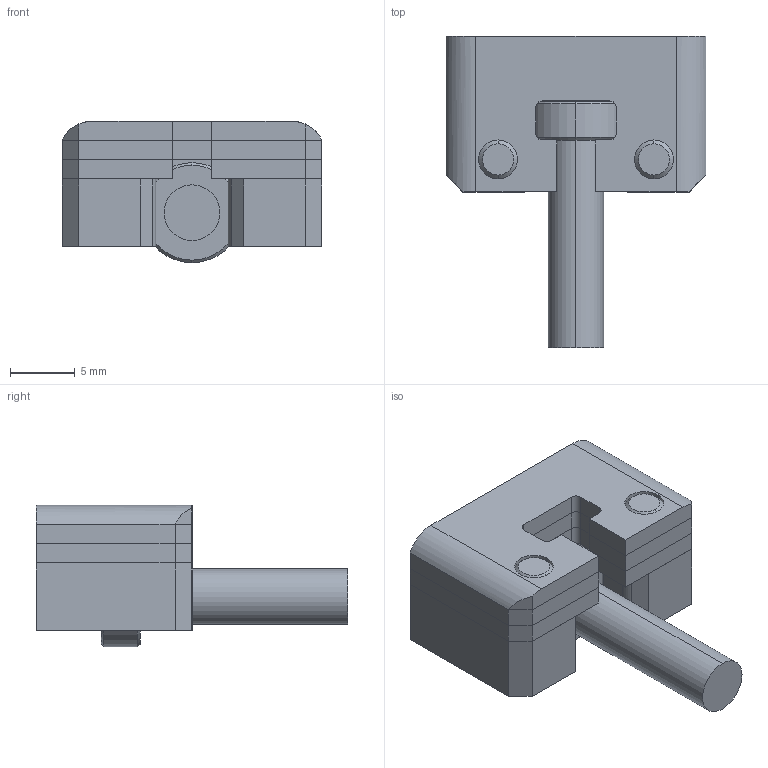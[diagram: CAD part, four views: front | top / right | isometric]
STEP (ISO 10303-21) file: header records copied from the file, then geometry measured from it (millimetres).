
FILE_DESCRIPTION (( 'STEP AP203' ), '1' );
FILE_NAME ('085b.STEP', '2023-01-11T08:46:22', ( '' ), ( '' ), 'SwSTEP 2.0', 'SolidWorks 2019', '' );
FILE_SCHEMA (( 'CONFIG_CONTROL_DESIGN' ));
Length unit declared in the file: millimetre
Products named in the file (6): Lamela_Radius 8575ba70f23ba8551e4d529fb02bd72f; Lamela 8575ba70f23ba8551e4d529fb02bd72f; Lamellar_Gas_Vent_ISGL20C 8575ba70f23ba8551e4d529fb02bd72f; 085b; Pin_20 8575ba70f23ba8551e4d529fb02bd72f; Bolt 8575ba70f23ba8551e4d529fb02bd72f
Assembly tree (6 placements, depth 2):
  085b
    Lamellar_Gas_Vent_ISGL20C 8575ba70f23ba8551e4d529fb02bd72f
    Bolt 8575ba70f23ba8551e4d529fb02bd72f
    Lamela_Radius 8575ba70f23ba8551e4d529fb02bd72f
    Lamela 8575ba70f23ba8551e4d529fb02bd72f
    Pin_20 8575ba70f23ba8551e4d529fb02bd72f  x2
Bounding box: 20 x 24 x 10.89 mm (x, y, z)
Volume: 2227.9 mm3; surface area: 3034 mm2
Topology: 7 solids, 7 shells, 126 faces, 321 edges, 210 vertices
Faces by surface type: plane 69, cylinder 45, cone 12
Entity records: 4315 total; most frequent: DIRECTION 653, CARTESIAN_POINT 642, ORIENTED_EDGE 614, EDGE_CURVE 307, AXIS2_PLACEMENT_3D 221, LINE 211, VECTOR 211, VERTEX_POINT 202
